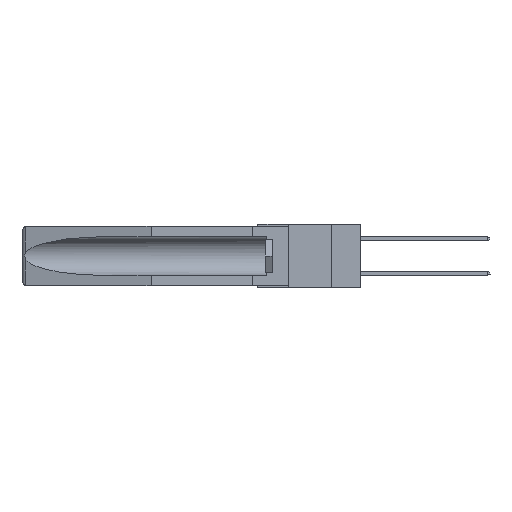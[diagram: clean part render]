
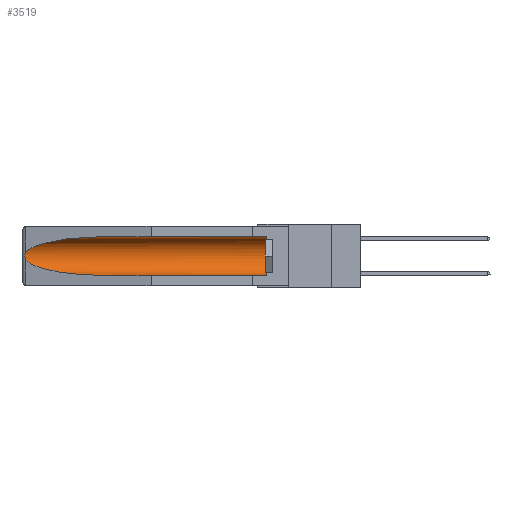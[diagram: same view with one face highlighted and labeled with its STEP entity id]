
A CAD part, left-side view. The second image highlights one B-rep face of the part: STEP entity #3519.
In plain terms, the highlighted cylindrical face has radius 2.857 mm (diameter 5.715 mm), a partial arc.
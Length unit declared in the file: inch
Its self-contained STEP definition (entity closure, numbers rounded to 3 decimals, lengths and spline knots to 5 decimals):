
#6 = CARTESIAN_POINT ( 'NONE',  ( 0.155, 0.126, -0.059 ) ) ;
#733 = AXIS2_PLACEMENT_3D ( 'NONE', #15747, #9419, #24326 ) ;
#885 = CARTESIAN_POINT ( 'NONE',  ( 0.2673, 1.5327, -0.16383 ) ) ;
#1129 = CARTESIAN_POINT ( 'NONE',  ( 0.26537, 1.52718, -0.14972 ) ) ;
#1192 = FACE_OUTER_BOUND ( 'NONE', #4021, .T. ) ;
#1244 = CARTESIAN_POINT ( 'NONE',  ( 0.26537, 1.52718, -0.19328 ) ) ;
#2220 = CIRCLE ( 'NONE', #16782, 0.1125 ) ;
#2965 = ORIENTED_EDGE ( 'NONE', *, *, #20539, .T. ) ;
#3519 = ADVANCED_FACE ( 'NONE', ( #1192 ), #11128, .F. ) ;
#3609 = B_SPLINE_CURVE_WITH_KNOTS ( 'NONE', 3,
 ( #7619, #15986, #9745, #885, #26627, #7351, #11634, #13951, #18015, #1244 ),
 .UNSPECIFIED., .F., .F.,
 ( 4, 2, 2, 2, 4 ),
 ( 0., 0.00029, 0.00058, 0.00087, 0.00117 ),
 .UNSPECIFIED. ) ;
#4021 = EDGE_LOOP ( 'NONE', ( #10837, #2965, #19131, #6488, #7908, #25105 ) ) ;
#4118 = CARTESIAN_POINT ( 'NONE',  ( 0.26537, 1.52718, -0.19328 ) ) ;
#4171 = CARTESIAN_POINT ( 'NONE',  ( 0.155, -0.30754, -0.059 ) ) ;
#4201 = EDGE_CURVE ( 'NONE', #12548, #18116, #14058, .T. ) ;
#4487 = CARTESIAN_POINT ( 'NONE',  ( 0.155, 1.07973, -0.284 ) ) ;
#5384 = EDGE_CURVE ( 'NONE', #18116, #21267, #7305, .T. ) ;
#5823 = DIRECTION ( 'NONE',  ( 0., -1., 0. ) ) ;
#6488 = ORIENTED_EDGE ( 'NONE', *, *, #7872, .F. ) ;
#7305 =( BOUNDED_CURVE ( )  B_SPLINE_CURVE ( 3, ( #13824, #20273, #11980, #1129 ),
 .UNSPECIFIED., .F., .F. ) 
 B_SPLINE_CURVE_WITH_KNOTS ( ( 4, 4 ),
 ( 4.71239, 6.08839 ),
 .UNSPECIFIED. ) 
 CURVE ( )  GEOMETRIC_REPRESENTATION_ITEM ( )  RATIONAL_B_SPLINE_CURVE ( ( 1., 0.848, 0.848, 1. ) ) 
 REPRESENTATION_ITEM ( '' )  );
#7351 = CARTESIAN_POINT ( 'NONE',  ( 0.2675, 1.53308, -0.17534 ) ) ;
#7619 = CARTESIAN_POINT ( 'NONE',  ( 0.26537, 1.52718, -0.14972 ) ) ;
#7872 = EDGE_CURVE ( 'NONE', #10670, #12175, #13881, .T. ) ;
#7908 = ORIENTED_EDGE ( 'NONE', *, *, #10703, .T. ) ;
#9419 = DIRECTION ( 'NONE',  ( 0., 1., 0. ) ) ;
#9745 = CARTESIAN_POINT ( 'NONE',  ( 0.26654, 1.53092, -0.15636 ) ) ;
#10670 = VERTEX_POINT ( 'NONE', #20969 ) ;
#10703 = EDGE_CURVE ( 'NONE', #10670, #12548, #2220, .T. ) ;
#10837 = ORIENTED_EDGE ( 'NONE', *, *, #5384, .T. ) ;
#11128 = CYLINDRICAL_SURFACE ( 'NONE', #733, 0.1125 ) ;
#11634 = CARTESIAN_POINT ( 'NONE',  ( 0.2673, 1.53269, -0.17917 ) ) ;
#11980 = CARTESIAN_POINT ( 'NONE',  ( 0.25451, 1.48313, -0.09465 ) ) ;
#12074 = VECTOR ( 'NONE', #12886, 39.37008 ) ;
#12175 = VERTEX_POINT ( 'NONE', #4487 ) ;
#12548 = VERTEX_POINT ( 'NONE', #6 ) ;
#12886 = DIRECTION ( 'NONE',  ( 0., 1., 0. ) ) ;
#13218 = VECTOR ( 'NONE', #15899, 39.37008 ) ;
#13824 = CARTESIAN_POINT ( 'NONE',  ( 0.155, 1.07973, -0.059 ) ) ;
#13881 = LINE ( 'NONE', #26449, #13218 ) ;
#13951 = CARTESIAN_POINT ( 'NONE',  ( 0.26655, 1.53094, -0.18657 ) ) ;
#14058 = LINE ( 'NONE', #4171, #12074 ) ;
#14770 = CARTESIAN_POINT ( 'NONE',  ( 0.21114, 1.30732, -0.284 ) ) ;
#15489 =( BOUNDED_CURVE ( )  B_SPLINE_CURVE ( 3, ( #4118, #19185, #14770, #23229 ),
 .UNSPECIFIED., .F., .F. ) 
 B_SPLINE_CURVE_WITH_KNOTS ( ( 4, 4 ),
 ( 0.1948, 1.5708 ),
 .UNSPECIFIED. ) 
 CURVE ( )  GEOMETRIC_REPRESENTATION_ITEM ( )  RATIONAL_B_SPLINE_CURVE ( ( 1., 0.848, 0.848, 1. ) ) 
 REPRESENTATION_ITEM ( '' )  );
#15747 = CARTESIAN_POINT ( 'NONE',  ( 0.155, -0.30754, -0.1715 ) ) ;
#15899 = DIRECTION ( 'NONE',  ( 0., 1., 0. ) ) ;
#15986 = CARTESIAN_POINT ( 'NONE',  ( 0.26597, 1.52961, -0.15275 ) ) ;
#16193 = VERTEX_POINT ( 'NONE', #22197 ) ;
#16782 = AXIS2_PLACEMENT_3D ( 'NONE', #18842, #5823, #20606 ) ;
#18015 = CARTESIAN_POINT ( 'NONE',  ( 0.26597, 1.5296, -0.19026 ) ) ;
#18116 = VERTEX_POINT ( 'NONE', #20560 ) ;
#18842 = CARTESIAN_POINT ( 'NONE',  ( 0.155, 0.126, -0.1715 ) ) ;
#18971 = EDGE_CURVE ( 'NONE', #16193, #12175, #15489, .T. ) ;
#19131 = ORIENTED_EDGE ( 'NONE', *, *, #18971, .T. ) ;
#19185 = CARTESIAN_POINT ( 'NONE',  ( 0.25451, 1.48313, -0.24835 ) ) ;
#20273 = CARTESIAN_POINT ( 'NONE',  ( 0.21114, 1.30732, -0.059 ) ) ;
#20539 = EDGE_CURVE ( 'NONE', #21267, #16193, #3609, .T. ) ;
#20560 = CARTESIAN_POINT ( 'NONE',  ( 0.155, 1.07973, -0.059 ) ) ;
#20606 = DIRECTION ( 'NONE',  ( 0., 0., 1. ) ) ;
#20969 = CARTESIAN_POINT ( 'NONE',  ( 0.155, 0.126, -0.284 ) ) ;
#21267 = VERTEX_POINT ( 'NONE', #24498 ) ;
#22197 = CARTESIAN_POINT ( 'NONE',  ( 0.26537, 1.52718, -0.19328 ) ) ;
#23229 = CARTESIAN_POINT ( 'NONE',  ( 0.155, 1.07973, -0.284 ) ) ;
#24326 = DIRECTION ( 'NONE',  ( 0., 0., 1. ) ) ;
#24498 = CARTESIAN_POINT ( 'NONE',  ( 0.26537, 1.52718, -0.14972 ) ) ;
#25105 = ORIENTED_EDGE ( 'NONE', *, *, #4201, .T. ) ;
#26449 = CARTESIAN_POINT ( 'NONE',  ( 0.155, -0.30754, -0.284 ) ) ;
#26627 = CARTESIAN_POINT ( 'NONE',  ( 0.2675, 1.53308, -0.16763 ) ) ;
